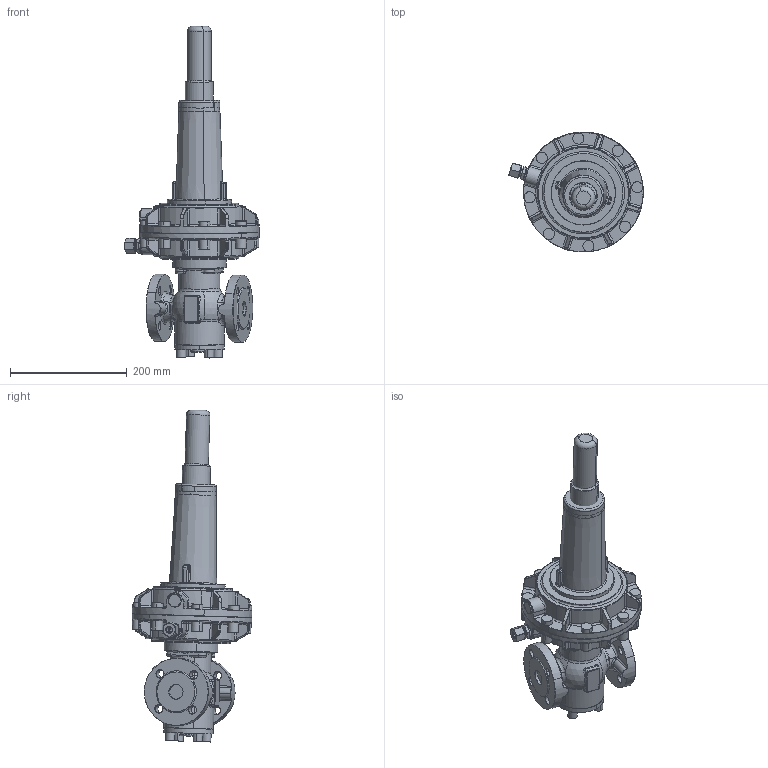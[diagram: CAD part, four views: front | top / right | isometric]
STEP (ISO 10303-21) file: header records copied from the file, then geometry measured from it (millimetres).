
FILE_DESCRIPTION(('CATIA V5 STEP'),'2;1');
FILE_NAME('R 101 DN 025-205-HDS.stp','2014-03-28T11:01:52+00:00',('none'),('none'),'CATIA Version 5 Release 19 SP 9 (IN-10)','CATIA V5 STEP AP203 Edition 2','none');
FILE_SCHEMA(('AP203_CONFIGURATION_CONTROLLED_3D_DESIGN_OF_MECHANICAL_PARTS_AND_ASSEMBLIES_MIM_LF { 1 0 10303 403 2 1 2}'));
Products named in the file (5): Product1; R 101 DN 025-205; Produkt1; 8630H1; 8630H
Assembly tree (4 placements, depth 3):
  Product1
    R 101 DN 025-205
    Produkt1
      8630H1
      8630H
Bounding box: 230.22 x 205.08 x 568.3 mm (x, y, z)
Volume: 4538686.4 mm3; surface area: 344369.2 mm2
Topology: 3 solids, 20 shells, 1336 faces, 3225 edges, 1868 vertices
Faces by surface type: cylinder 408, torus 248, bspline 233, plane 187, cone 178, sphere 82
Entity records: 53622 total; most frequent: CARTESIAN_POINT 27032, ORIENTED_EDGE 6266, DIRECTION 3852, EDGE_CURVE 3133, AXIS2_PLACEMENT_3D 2297, VERTEX_POINT 1868, CIRCLE 1418, EDGE_LOOP 1395
